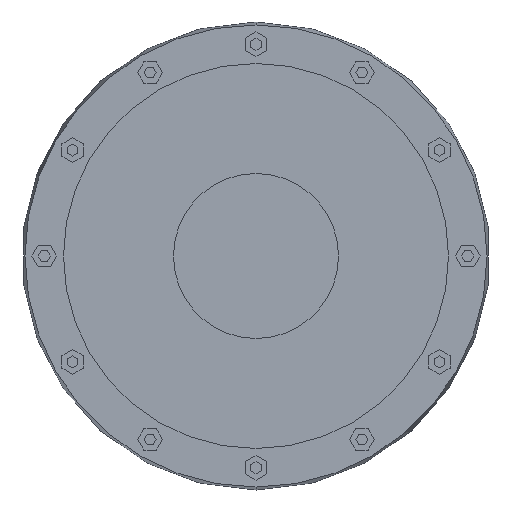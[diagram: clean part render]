
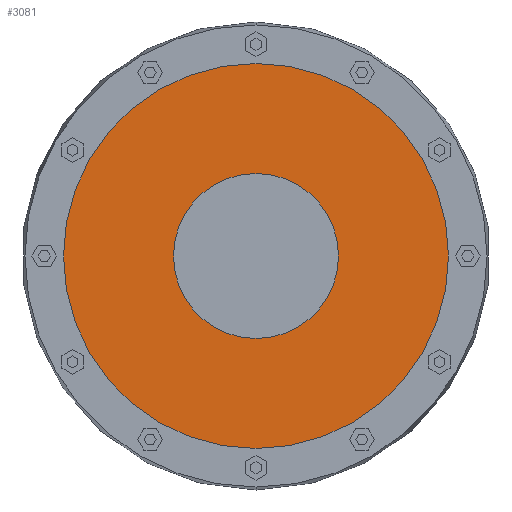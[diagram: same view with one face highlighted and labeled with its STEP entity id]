
A CAD part, front view. The second image highlights one B-rep face of the part: STEP entity #3081.
In plain terms, the highlighted planar face has unit normal (0, -1, 0).
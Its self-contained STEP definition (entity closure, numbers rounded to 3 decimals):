
#140 = CIRCLE ( 'NONE', #4943, 15. ) ;
#215 = VERTEX_POINT ( 'NONE', #480 ) ;
#275 = ORIENTED_EDGE ( 'NONE', *, *, #1242, .F. ) ;
#436 = CIRCLE ( 'NONE', #648, 15. ) ;
#478 = DIRECTION ( 'NONE',  ( 0., 0., -1. ) ) ;
#480 = CARTESIAN_POINT ( 'NONE',  ( 0., -56., 15. ) ) ;
#648 = AXIS2_PLACEMENT_3D ( 'NONE', #1628, #3364, #5758 ) ;
#814 = AXIS2_PLACEMENT_3D ( 'NONE', #4454, #5907, #5365 ) ;
#841 = VERTEX_POINT ( 'NONE', #5257 ) ;
#928 = CARTESIAN_POINT ( 'NONE',  ( 0., -56., 0. ) ) ;
#1222 = DIRECTION ( 'NONE',  ( 0., -1., 0. ) ) ;
#1242 = EDGE_CURVE ( 'NONE', #215, #5936, #436, .T. ) ;
#1628 = CARTESIAN_POINT ( 'NONE',  ( 0., -56., 0. ) ) ;
#1710 = EDGE_LOOP ( 'NONE', ( #5098, #3750 ) ) ;
#2553 = CIRCLE ( 'NONE', #4175, 35. ) ;
#2596 = CARTESIAN_POINT ( 'NONE',  ( 0., -56., 0. ) ) ;
#2599 = PLANE ( 'NONE',  #3583 ) ;
#2927 = EDGE_CURVE ( 'NONE', #5936, #215, #140, .T. ) ;
#2937 = CARTESIAN_POINT ( 'NONE',  ( 0., -56., 0. ) ) ;
#3024 = CIRCLE ( 'NONE', #814, 35. ) ;
#3081 = ADVANCED_FACE ( 'NONE', ( #3460, #4404 ), #2599, .T. ) ;
#3364 = DIRECTION ( 'NONE',  ( 0., -1., 0. ) ) ;
#3460 = FACE_BOUND ( 'NONE', #4745, .T. ) ;
#3558 = CARTESIAN_POINT ( 'NONE',  ( 0., -56., -35. ) ) ;
#3583 = AXIS2_PLACEMENT_3D ( 'NONE', #2937, #1222, #5707 ) ;
#3739 = EDGE_CURVE ( 'NONE', #841, #5272, #3024, .T. ) ;
#3750 = ORIENTED_EDGE ( 'NONE', *, *, #4581, .T. ) ;
#3956 = ORIENTED_EDGE ( 'NONE', *, *, #2927, .F. ) ;
#4175 = AXIS2_PLACEMENT_3D ( 'NONE', #2596, #4462, #4496 ) ;
#4404 = FACE_OUTER_BOUND ( 'NONE', #1710, .T. ) ;
#4454 = CARTESIAN_POINT ( 'NONE',  ( 0., -56., 0. ) ) ;
#4462 = DIRECTION ( 'NONE',  ( 0., -1., 0. ) ) ;
#4496 = DIRECTION ( 'NONE',  ( 0., 0., -1. ) ) ;
#4581 = EDGE_CURVE ( 'NONE', #5272, #841, #2553, .T. ) ;
#4597 = DIRECTION ( 'NONE',  ( 0., -1., 0. ) ) ;
#4734 = CARTESIAN_POINT ( 'NONE',  ( 0., -56., -15. ) ) ;
#4745 = EDGE_LOOP ( 'NONE', ( #275, #3956 ) ) ;
#4943 = AXIS2_PLACEMENT_3D ( 'NONE', #928, #4597, #478 ) ;
#5098 = ORIENTED_EDGE ( 'NONE', *, *, #3739, .T. ) ;
#5257 = CARTESIAN_POINT ( 'NONE',  ( 0., -56., 35. ) ) ;
#5272 = VERTEX_POINT ( 'NONE', #3558 ) ;
#5365 = DIRECTION ( 'NONE',  ( 0., 0., -1. ) ) ;
#5707 = DIRECTION ( 'NONE',  ( 0., 0., -1. ) ) ;
#5758 = DIRECTION ( 'NONE',  ( 0., 0., -1. ) ) ;
#5907 = DIRECTION ( 'NONE',  ( 0., -1., 0. ) ) ;
#5936 = VERTEX_POINT ( 'NONE', #4734 ) ;
